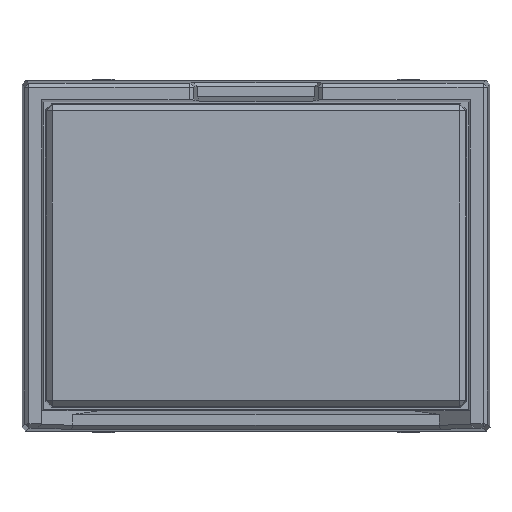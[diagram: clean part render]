
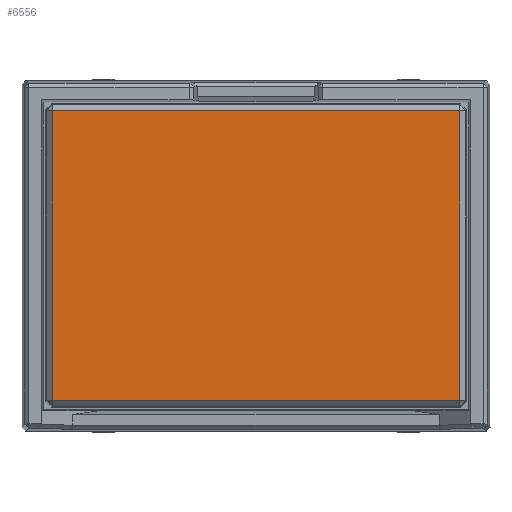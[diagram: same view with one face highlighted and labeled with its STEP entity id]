
A CAD part, top view. The second image highlights one B-rep face of the part: STEP entity #6556.
In plain terms, the highlighted face is planar.
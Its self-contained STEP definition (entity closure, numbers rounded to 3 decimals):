
#1475 = EDGE_CURVE ( 'NONE', #12827, #7839, #5566, .T. ) ;
#1484 = VERTEX_POINT ( 'NONE', #8000 ) ;
#2041 = DIRECTION ( 'NONE',  ( 0., -1., 0. ) ) ;
#2108 = VECTOR ( 'NONE', #3444, 1000. ) ;
#2146 = DIRECTION ( 'NONE',  ( 1., 0., 0. ) ) ;
#2242 = VECTOR ( 'NONE', #4499, 1000. ) ;
#3177 = DIRECTION ( 'NONE',  ( 1., 0., 0. ) ) ;
#3231 = FACE_OUTER_BOUND ( 'NONE', #10715, .T. ) ;
#3444 = DIRECTION ( 'NONE',  ( 0., 0., -1. ) ) ;
#3600 = CARTESIAN_POINT ( 'NONE',  ( 10.396, 0., 7.396 ) ) ;
#3928 = CARTESIAN_POINT ( 'NONE',  ( -10.396, 0., 7.396 ) ) ;
#4499 = DIRECTION ( 'NONE',  ( 0., 0., 1. ) ) ;
#4610 = VERTEX_POINT ( 'NONE', #10548 ) ;
#5449 = VECTOR ( 'NONE', #3177, 1000. ) ;
#5566 = LINE ( 'NONE', #14077, #5449 ) ;
#6556 = ADVANCED_FACE ( 'NONE', ( #3231 ), #8055, .F. ) ;
#6868 = DIRECTION ( 'NONE',  ( 0., 0., -1. ) ) ;
#7839 = VERTEX_POINT ( 'NONE', #3600 ) ;
#8000 = CARTESIAN_POINT ( 'NONE',  ( -10.396, 0., -7.396 ) ) ;
#8055 = PLANE ( 'NONE',  #12323 ) ;
#8153 = LINE ( 'NONE', #13024, #9747 ) ;
#9457 = LINE ( 'NONE', #14355, #2108 ) ;
#9747 = VECTOR ( 'NONE', #2146, 1000. ) ;
#10046 = EDGE_CURVE ( 'NONE', #4610, #7839, #10516, .T. ) ;
#10516 = LINE ( 'NONE', #15407, #2242 ) ;
#10548 = CARTESIAN_POINT ( 'NONE',  ( 10.396, 0., -7.396 ) ) ;
#10715 = EDGE_LOOP ( 'NONE', ( #12798, #13719, #14624, #13538 ) ) ;
#11662 = EDGE_CURVE ( 'NONE', #12827, #1484, #9457, .T. ) ;
#12323 = AXIS2_PLACEMENT_3D ( 'NONE', #12925, #2041, #6868 ) ;
#12798 = ORIENTED_EDGE ( 'NONE', *, *, #10046, .F. ) ;
#12827 = VERTEX_POINT ( 'NONE', #3928 ) ;
#12925 = CARTESIAN_POINT ( 'NONE',  ( -10.396, 0., 7.396 ) ) ;
#13024 = CARTESIAN_POINT ( 'NONE',  ( 0., 0., -7.396 ) ) ;
#13538 = ORIENTED_EDGE ( 'NONE', *, *, #1475, .T. ) ;
#13719 = ORIENTED_EDGE ( 'NONE', *, *, #13924, .F. ) ;
#13924 = EDGE_CURVE ( 'NONE', #1484, #4610, #8153, .T. ) ;
#14077 = CARTESIAN_POINT ( 'NONE',  ( 0., 0., 7.396 ) ) ;
#14355 = CARTESIAN_POINT ( 'NONE',  ( -10.396, 0., 0. ) ) ;
#14624 = ORIENTED_EDGE ( 'NONE', *, *, #11662, .F. ) ;
#15407 = CARTESIAN_POINT ( 'NONE',  ( 10.396, 0., 0. ) ) ;
